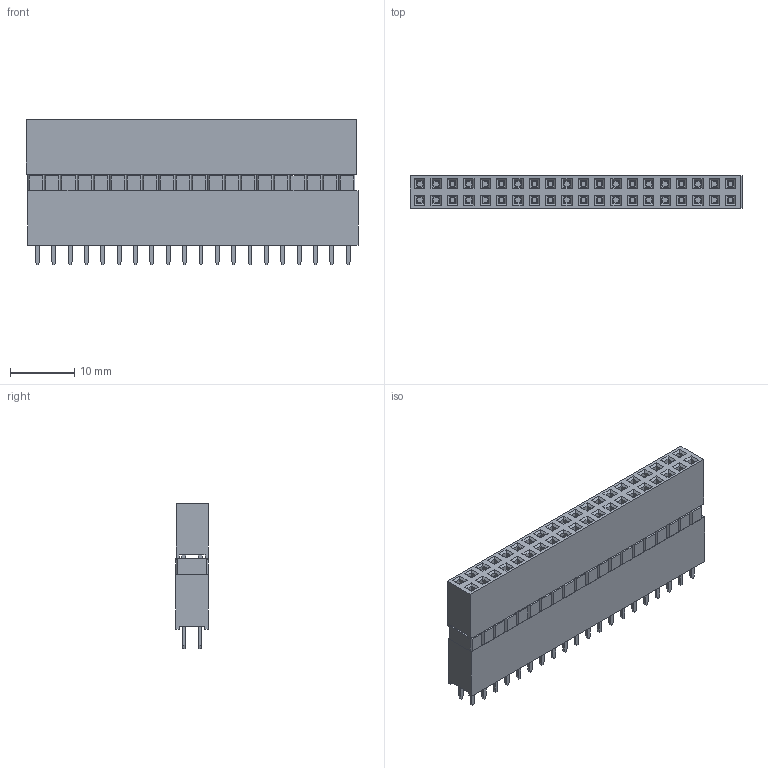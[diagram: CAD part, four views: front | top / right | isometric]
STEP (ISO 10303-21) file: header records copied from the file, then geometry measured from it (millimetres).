
FILE_DESCRIPTION(/* description */ (''),/* implementation_level */ '2;1');
FILE_NAME(/* name */ '40-Pin Header - Female - Double - 2.54mmaf.step',/* time_stamp */ '2025-11-05T22:55:03-03:00',/* author */ (''),/* organization */ (''),/* preprocessor_version */ 'ST-DEVELOPER v20.1',/* originating_system */ 'Autodesk Translation Framework v14.17.0.0',/* authorisation */ '');
FILE_SCHEMA (('AUTOMOTIVE_DESIGN { 1 0 10303 214 3 1 1 }'));
Products named in the file (5): 2025-10-28-15-01-14-498; 2025-10-28-15-01-14-499; 2025-10-28-15-01-14-589; 2025-10-28-15-01-14-590; 2025-10-28-15-01-14-591
Assembly tree (4 placements, depth 4):
  2025-10-28-15-01-14-498
    2025-10-28-15-01-14-499
    2025-10-28-15-01-14-589
      2025-10-28-15-01-14-590
        2025-10-28-15-01-14-591
Bounding box: 51.55 x 5.08 x 22.54 mm (x, y, z)
Volume: 4502.7 mm3; surface area: 10033.1 mm2
Topology: 3 solids, 3 shells, 2824 faces, 7054 edges, 4516 vertices
Faces by surface type: plane 2824
Entity records: 82682 total; most frequent: CARTESIAN_POINT 14403, ORIENTED_EDGE 14108, DIRECTION 12720, LINE 7054, VECTOR 7054, EDGE_CURVE 7054, VERTEX_POINT 4516, EDGE_LOOP 3104
